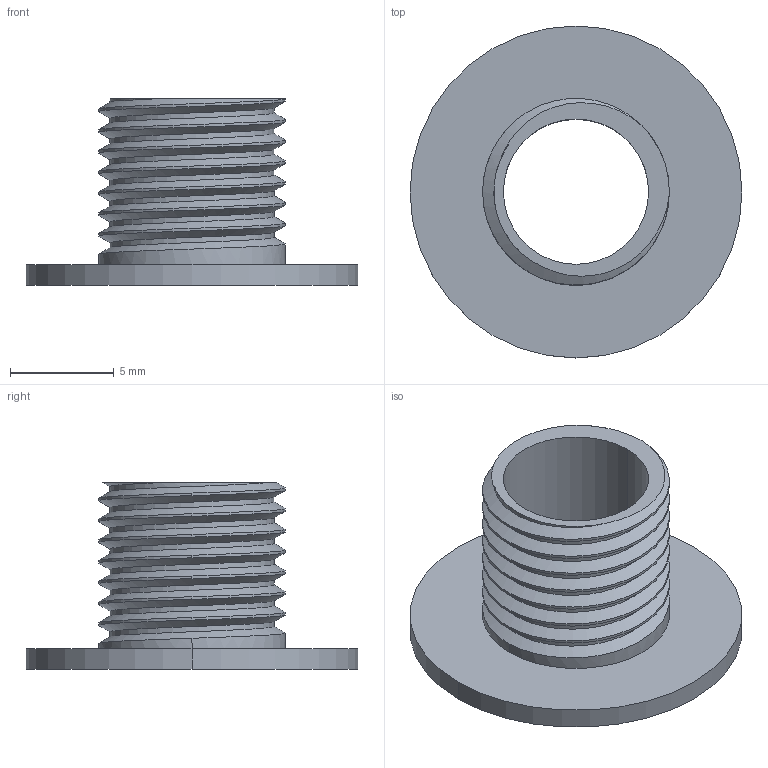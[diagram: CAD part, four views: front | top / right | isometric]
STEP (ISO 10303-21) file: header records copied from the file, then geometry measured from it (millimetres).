
FILE_DESCRIPTION (( 'STEP AP203' ), '1' );
FILE_NAME ('riveau.STEP', '2020-07-03T22:02:34', ( '' ), ( '' ), 'SwSTEP 2.0', 'SolidWorks 2018', '' );
FILE_SCHEMA (( 'CONFIG_CONTROL_DESIGN' ));
Length unit declared in the file: millimetre
Products named in the file (1): riveau
Bounding box: 16 x 16 x 9 mm (x, y, z)
Volume: 301.6 mm3; surface area: 903 mm2
Topology: 1 solids, 1 shells, 28 faces, 71 edges, 46 vertices
Faces by surface type: cylinder 21, plane 4, bspline 3
Entity records: 2210 total; most frequent: CARTESIAN_POINT 1558, ORIENTED_EDGE 142, DIRECTION 98, EDGE_CURVE 71, VERTEX_POINT 46, AXIS2_PLACEMENT_3D 37, EDGE_LOOP 31, ADVANCED_FACE 28
